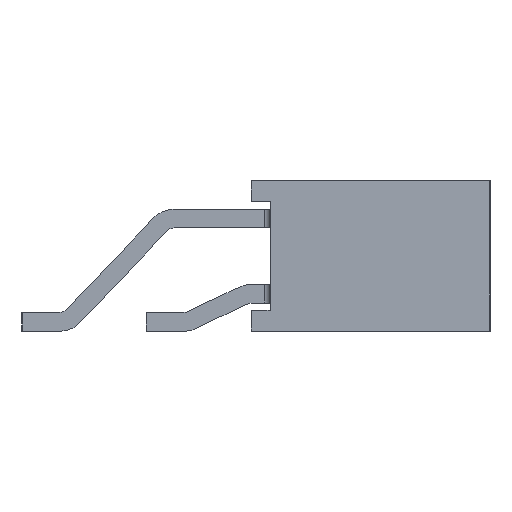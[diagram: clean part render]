
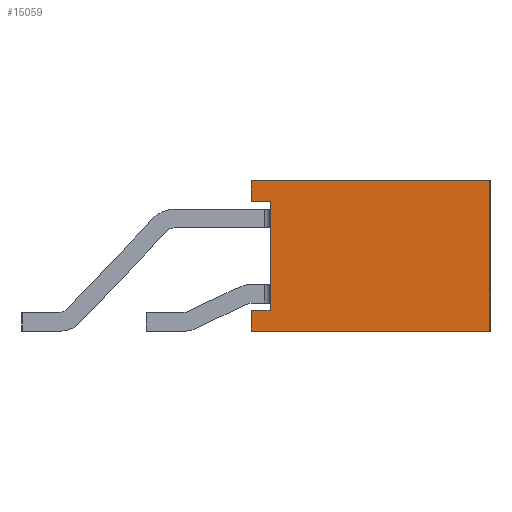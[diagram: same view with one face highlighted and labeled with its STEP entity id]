
A CAD part, left-side view. The second image highlights one B-rep face of the part: STEP entity #15059.
In plain terms, the highlighted planar face has unit normal (-1, 0, 0).
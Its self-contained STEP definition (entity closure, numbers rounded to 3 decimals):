
#1838=ORIENTED_EDGE('',*,*,#5894,.F.);
#1839=ORIENTED_EDGE('',*,*,#5998,.F.);
#1840=ORIENTED_EDGE('',*,*,#5813,.F.);
#1841=ORIENTED_EDGE('',*,*,#5810,.F.);
#1842=ORIENTED_EDGE('',*,*,#4953,.F.);
#1843=ORIENTED_EDGE('',*,*,#5805,.F.);
#1844=ORIENTED_EDGE('',*,*,#5802,.F.);
#1845=ORIENTED_EDGE('',*,*,#5904,.F.);
#4953=EDGE_CURVE('',#7166,#7167,#8573,.T.);
#5802=EDGE_CURVE('',#7808,#7806,#9386,.T.);
#5805=EDGE_CURVE('',#7806,#7166,#9388,.T.);
#5810=EDGE_CURVE('',#7167,#7812,#9392,.T.);
#5813=EDGE_CURVE('',#7812,#7815,#9395,.T.);
#5894=EDGE_CURVE('',#7896,#7897,#9476,.T.);
#5904=EDGE_CURVE('',#7897,#7808,#9484,.T.);
#5998=EDGE_CURVE('',#7815,#7896,#9539,.T.);
#7166=VERTEX_POINT('',#21040);
#7167=VERTEX_POINT('',#21042);
#7806=VERTEX_POINT('',#22697);
#7808=VERTEX_POINT('',#22701);
#7812=VERTEX_POINT('',#22713);
#7815=VERTEX_POINT('',#22721);
#7896=VERTEX_POINT('',#22886);
#7897=VERTEX_POINT('',#22887);
#8573=LINE('',#21041,#10597);
#9386=LINE('',#22702,#11410);
#9388=LINE('',#22708,#11412);
#9392=LINE('',#22717,#11416);
#9395=LINE('',#22723,#11419);
#9476=LINE('',#22885,#11500);
#9484=LINE('',#22904,#11508);
#9539=LINE('',#23053,#11563);
#10597=VECTOR('',#16868,1000.);
#11410=VECTOR('',#18093,1000.);
#11412=VECTOR('',#18099,1000.);
#11416=VECTOR('',#18107,1000.);
#11419=VECTOR('',#18112,1000.);
#11500=VECTOR('',#18195,1000.);
#11508=VECTOR('',#18209,1000.);
#11563=VECTOR('',#18354,1000.);
#12715=EDGE_LOOP('',(#1838,#1839,#1840,#1841,#1842,#1843,#1844,#1845));
#13541=FACE_BOUND('',#12715,.T.);
#14347=PLANE('',#15983);
#15059=ADVANCED_FACE('',(#13541),#14347,.F.);
#15983=AXIS2_PLACEMENT_3D('',#23059,#18361,#18362);
#16868=DIRECTION('',(0.,0.,1.));
#18093=DIRECTION('',(0.,0.,1.));
#18099=DIRECTION('',(0.,-1.,0.));
#18107=DIRECTION('',(0.,1.,0.));
#18112=DIRECTION('',(0.,0.,1.));
#18195=DIRECTION('',(0.,0.,-1.));
#18209=DIRECTION('',(0.,1.,0.));
#18354=DIRECTION('',(0.,-1.,0.));
#18361=DIRECTION('',(1.,0.,0.));
#18362=DIRECTION('',(0.,0.,-1.));
#21040=CARTESIAN_POINT('',(-10.15,2.675,-1.45));
#21041=CARTESIAN_POINT('',(-10.15,2.675,1.45));
#21042=CARTESIAN_POINT('',(-10.15,2.675,1.45));
#22697=CARTESIAN_POINT('',(-10.15,3.175,-1.45));
#22701=CARTESIAN_POINT('',(-10.15,3.175,-2.));
#22702=CARTESIAN_POINT('',(-10.15,3.175,-2.));
#22708=CARTESIAN_POINT('',(-10.15,2.675,-1.45));
#22713=CARTESIAN_POINT('',(-10.15,3.175,1.45));
#22717=CARTESIAN_POINT('',(-10.15,3.175,1.45));
#22721=CARTESIAN_POINT('',(-10.15,3.175,2.));
#22723=CARTESIAN_POINT('',(-10.15,3.175,1.45));
#22885=CARTESIAN_POINT('',(-10.15,-3.175,2.));
#22886=CARTESIAN_POINT('',(-10.15,-3.175,2.));
#22887=CARTESIAN_POINT('',(-10.15,-3.175,-2.));
#22904=CARTESIAN_POINT('',(-10.15,-3.175,-2.));
#23053=CARTESIAN_POINT('',(-10.15,3.175,2.));
#23059=CARTESIAN_POINT('',(-10.15,0.,0.));
